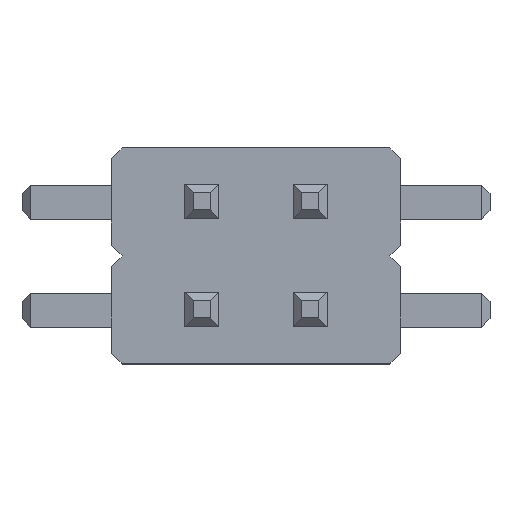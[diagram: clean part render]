
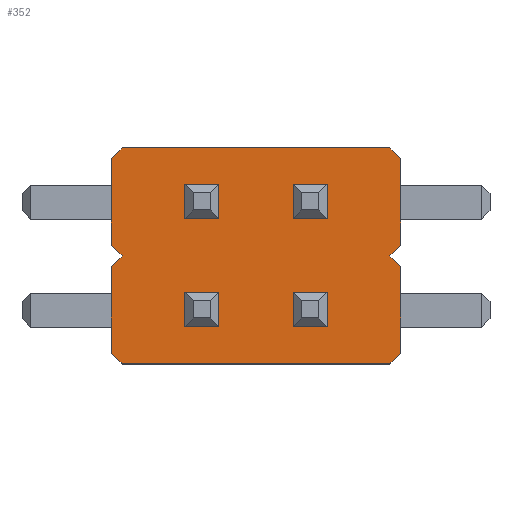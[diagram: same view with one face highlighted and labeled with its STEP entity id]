
A CAD part, top view. The second image highlights one B-rep face of the part: STEP entity #352.
In plain terms, the highlighted planar face has unit normal (0, 0, 1).
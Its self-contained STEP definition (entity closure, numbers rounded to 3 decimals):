
#32 = VERTEX_POINT('',#33);
#33 = CARTESIAN_POINT('',(1.573,0.,1.5));
#39 = EDGE_CURVE('',#32,#40,#42,.T.);
#40 = VERTEX_POINT('',#41);
#41 = CARTESIAN_POINT('',(1.7,0.127,1.5));
#42 = LINE('',#43,#44);
#43 = CARTESIAN_POINT('',(1.37,-0.203,1.5));
#44 = VECTOR('',#45,1.);
#45 = DIRECTION('',(0.707,0.707,0.));
#310 = VERTEX_POINT('',#311);
#311 = CARTESIAN_POINT('',(1.7,-0.127,1.5));
#317 = EDGE_CURVE('',#310,#32,#318,.T.);
#318 = LINE('',#319,#320);
#319 = CARTESIAN_POINT('',(1.37,0.203,1.5));
#320 = VECTOR('',#321,1.);
#321 = DIRECTION('',(-0.707,0.707,0.));
#334 = EDGE_CURVE('',#40,#335,#337,.T.);
#335 = VERTEX_POINT('',#336);
#336 = CARTESIAN_POINT('',(1.7,1.143,1.5));
#337 = LINE('',#338,#339);
#338 = CARTESIAN_POINT('',(1.7,0.,1.5));
#339 = VECTOR('',#340,1.);
#340 = DIRECTION('',(0.,1.,0.));
#352 = ADVANCED_FACE('',(#353,#444,#478,#512,#546),#580,.T.);
#353 = FACE_BOUND('',#354,.T.);
#354 = EDGE_LOOP('',(#355,#365,#373,#381,#389,#397,#405,#413,#419,#420,
#421,#422,#430,#438));
#355 = ORIENTED_EDGE('',*,*,#356,.T.);
#356 = EDGE_CURVE('',#357,#359,#361,.T.);
#357 = VERTEX_POINT('',#358);
#358 = CARTESIAN_POINT('',(-1.7,1.143,1.5));
#359 = VERTEX_POINT('',#360);
#360 = CARTESIAN_POINT('',(-1.7,0.127,1.5));
#361 = LINE('',#362,#363);
#362 = CARTESIAN_POINT('',(-1.7,1.27,1.5));
#363 = VECTOR('',#364,1.);
#364 = DIRECTION('',(0.,-1.,0.));
#365 = ORIENTED_EDGE('',*,*,#366,.T.);
#366 = EDGE_CURVE('',#359,#367,#369,.T.);
#367 = VERTEX_POINT('',#368);
#368 = CARTESIAN_POINT('',(-1.573,0.,1.5));
#369 = LINE('',#370,#371);
#370 = CARTESIAN_POINT('',(-1.37,-0.203,1.5));
#371 = VECTOR('',#372,1.);
#372 = DIRECTION('',(0.707,-0.707,0.));
#373 = ORIENTED_EDGE('',*,*,#374,.F.);
#374 = EDGE_CURVE('',#375,#367,#377,.T.);
#375 = VERTEX_POINT('',#376);
#376 = CARTESIAN_POINT('',(-1.7,-0.127,1.5));
#377 = LINE('',#378,#379);
#378 = CARTESIAN_POINT('',(-1.37,0.203,1.5));
#379 = VECTOR('',#380,1.);
#380 = DIRECTION('',(0.707,0.707,0.));
#381 = ORIENTED_EDGE('',*,*,#382,.T.);
#382 = EDGE_CURVE('',#375,#383,#385,.T.);
#383 = VERTEX_POINT('',#384);
#384 = CARTESIAN_POINT('',(-1.7,-1.143,1.5));
#385 = LINE('',#386,#387);
#386 = CARTESIAN_POINT('',(-1.7,0.,1.5));
#387 = VECTOR('',#388,1.);
#388 = DIRECTION('',(0.,-1.,0.));
#389 = ORIENTED_EDGE('',*,*,#390,.T.);
#390 = EDGE_CURVE('',#383,#391,#393,.T.);
#391 = VERTEX_POINT('',#392);
#392 = CARTESIAN_POINT('',(-1.573,-1.27,1.5));
#393 = LINE('',#394,#395);
#394 = CARTESIAN_POINT('',(-1.37,-1.473,1.5));
#395 = VECTOR('',#396,1.);
#396 = DIRECTION('',(0.707,-0.707,0.));
#397 = ORIENTED_EDGE('',*,*,#398,.T.);
#398 = EDGE_CURVE('',#391,#399,#401,.T.);
#399 = VERTEX_POINT('',#400);
#400 = CARTESIAN_POINT('',(1.573,-1.27,1.5));
#401 = LINE('',#402,#403);
#402 = CARTESIAN_POINT('',(-1.7,-1.27,1.5));
#403 = VECTOR('',#404,1.);
#404 = DIRECTION('',(1.,0.,0.));
#405 = ORIENTED_EDGE('',*,*,#406,.T.);
#406 = EDGE_CURVE('',#399,#407,#409,.T.);
#407 = VERTEX_POINT('',#408);
#408 = CARTESIAN_POINT('',(1.7,-1.143,1.5));
#409 = LINE('',#410,#411);
#410 = CARTESIAN_POINT('',(1.37,-1.473,1.5));
#411 = VECTOR('',#412,1.);
#412 = DIRECTION('',(0.707,0.707,0.));
#413 = ORIENTED_EDGE('',*,*,#414,.T.);
#414 = EDGE_CURVE('',#407,#310,#415,.T.);
#415 = LINE('',#416,#417);
#416 = CARTESIAN_POINT('',(1.7,-1.27,1.5));
#417 = VECTOR('',#418,1.);
#418 = DIRECTION('',(0.,1.,0.));
#419 = ORIENTED_EDGE('',*,*,#317,.T.);
#420 = ORIENTED_EDGE('',*,*,#39,.T.);
#421 = ORIENTED_EDGE('',*,*,#334,.T.);
#422 = ORIENTED_EDGE('',*,*,#423,.T.);
#423 = EDGE_CURVE('',#335,#424,#426,.T.);
#424 = VERTEX_POINT('',#425);
#425 = CARTESIAN_POINT('',(1.573,1.27,1.5));
#426 = LINE('',#427,#428);
#427 = CARTESIAN_POINT('',(1.37,1.473,1.5));
#428 = VECTOR('',#429,1.);
#429 = DIRECTION('',(-0.707,0.707,0.));
#430 = ORIENTED_EDGE('',*,*,#431,.T.);
#431 = EDGE_CURVE('',#424,#432,#434,.T.);
#432 = VERTEX_POINT('',#433);
#433 = CARTESIAN_POINT('',(-1.573,1.27,1.5));
#434 = LINE('',#435,#436);
#435 = CARTESIAN_POINT('',(1.7,1.27,1.5));
#436 = VECTOR('',#437,1.);
#437 = DIRECTION('',(-1.,0.,0.));
#438 = ORIENTED_EDGE('',*,*,#439,.F.);
#439 = EDGE_CURVE('',#357,#432,#440,.T.);
#440 = LINE('',#441,#442);
#441 = CARTESIAN_POINT('',(-1.37,1.473,1.5));
#442 = VECTOR('',#443,1.);
#443 = DIRECTION('',(0.707,0.707,0.));
#444 = FACE_BOUND('',#445,.T.);
#445 = EDGE_LOOP('',(#446,#456,#464,#472));
#446 = ORIENTED_EDGE('',*,*,#447,.F.);
#447 = EDGE_CURVE('',#448,#450,#452,.T.);
#448 = VERTEX_POINT('',#449);
#449 = CARTESIAN_POINT('',(-0.435,0.435,1.5));
#450 = VERTEX_POINT('',#451);
#451 = CARTESIAN_POINT('',(-0.435,0.835,1.5));
#452 = LINE('',#453,#454);
#453 = CARTESIAN_POINT('',(-0.435,0.418,1.5));
#454 = VECTOR('',#455,1.);
#455 = DIRECTION('',(0.,1.,0.));
#456 = ORIENTED_EDGE('',*,*,#457,.T.);
#457 = EDGE_CURVE('',#448,#458,#460,.T.);
#458 = VERTEX_POINT('',#459);
#459 = CARTESIAN_POINT('',(-0.835,0.435,1.5));
#460 = LINE('',#461,#462);
#461 = CARTESIAN_POINT('',(-0.515,0.435,1.5));
#462 = VECTOR('',#463,1.);
#463 = DIRECTION('',(-1.,0.,0.));
#464 = ORIENTED_EDGE('',*,*,#465,.F.);
#465 = EDGE_CURVE('',#466,#458,#468,.T.);
#466 = VERTEX_POINT('',#467);
#467 = CARTESIAN_POINT('',(-0.835,0.835,1.5));
#468 = LINE('',#469,#470);
#469 = CARTESIAN_POINT('',(-0.835,0.418,1.5));
#470 = VECTOR('',#471,1.);
#471 = DIRECTION('',(0.,-1.,0.));
#472 = ORIENTED_EDGE('',*,*,#473,.F.);
#473 = EDGE_CURVE('',#450,#466,#474,.T.);
#474 = LINE('',#475,#476);
#475 = CARTESIAN_POINT('',(-0.515,0.835,1.5));
#476 = VECTOR('',#477,1.);
#477 = DIRECTION('',(-1.,0.,0.));
#478 = FACE_BOUND('',#479,.T.);
#479 = EDGE_LOOP('',(#480,#490,#498,#506));
#480 = ORIENTED_EDGE('',*,*,#481,.F.);
#481 = EDGE_CURVE('',#482,#484,#486,.T.);
#482 = VERTEX_POINT('',#483);
#483 = CARTESIAN_POINT('',(0.835,0.435,1.5));
#484 = VERTEX_POINT('',#485);
#485 = CARTESIAN_POINT('',(0.835,0.835,1.5));
#486 = LINE('',#487,#488);
#487 = CARTESIAN_POINT('',(0.835,0.218,1.5));
#488 = VECTOR('',#489,1.);
#489 = DIRECTION('',(0.,1.,0.));
#490 = ORIENTED_EDGE('',*,*,#491,.F.);
#491 = EDGE_CURVE('',#492,#482,#494,.T.);
#492 = VERTEX_POINT('',#493);
#493 = CARTESIAN_POINT('',(0.435,0.435,1.5));
#494 = LINE('',#495,#496);
#495 = CARTESIAN_POINT('',(0.515,0.435,1.5));
#496 = VECTOR('',#497,1.);
#497 = DIRECTION('',(1.,0.,0.));
#498 = ORIENTED_EDGE('',*,*,#499,.F.);
#499 = EDGE_CURVE('',#500,#492,#502,.T.);
#500 = VERTEX_POINT('',#501);
#501 = CARTESIAN_POINT('',(0.435,0.835,1.5));
#502 = LINE('',#503,#504);
#503 = CARTESIAN_POINT('',(0.435,0.218,1.5));
#504 = VECTOR('',#505,1.);
#505 = DIRECTION('',(0.,-1.,0.));
#506 = ORIENTED_EDGE('',*,*,#507,.T.);
#507 = EDGE_CURVE('',#500,#484,#508,.T.);
#508 = LINE('',#509,#510);
#509 = CARTESIAN_POINT('',(0.515,0.835,1.5));
#510 = VECTOR('',#511,1.);
#511 = DIRECTION('',(1.,0.,0.));
#512 = FACE_BOUND('',#513,.T.);
#513 = EDGE_LOOP('',(#514,#524,#532,#540));
#514 = ORIENTED_EDGE('',*,*,#515,.F.);
#515 = EDGE_CURVE('',#516,#518,#520,.T.);
#516 = VERTEX_POINT('',#517);
#517 = CARTESIAN_POINT('',(0.435,-0.435,1.5));
#518 = VERTEX_POINT('',#519);
#519 = CARTESIAN_POINT('',(0.435,-0.835,1.5));
#520 = LINE('',#521,#522);
#521 = CARTESIAN_POINT('',(0.435,-0.418,1.5));
#522 = VECTOR('',#523,1.);
#523 = DIRECTION('',(0.,-1.,0.));
#524 = ORIENTED_EDGE('',*,*,#525,.T.);
#525 = EDGE_CURVE('',#516,#526,#528,.T.);
#526 = VERTEX_POINT('',#527);
#527 = CARTESIAN_POINT('',(0.835,-0.435,1.5));
#528 = LINE('',#529,#530);
#529 = CARTESIAN_POINT('',(0.515,-0.435,1.5));
#530 = VECTOR('',#531,1.);
#531 = DIRECTION('',(1.,0.,0.));
#532 = ORIENTED_EDGE('',*,*,#533,.F.);
#533 = EDGE_CURVE('',#534,#526,#536,.T.);
#534 = VERTEX_POINT('',#535);
#535 = CARTESIAN_POINT('',(0.835,-0.835,1.5));
#536 = LINE('',#537,#538);
#537 = CARTESIAN_POINT('',(0.835,-0.418,1.5));
#538 = VECTOR('',#539,1.);
#539 = DIRECTION('',(0.,1.,0.));
#540 = ORIENTED_EDGE('',*,*,#541,.F.);
#541 = EDGE_CURVE('',#518,#534,#542,.T.);
#542 = LINE('',#543,#544);
#543 = CARTESIAN_POINT('',(0.515,-0.835,1.5));
#544 = VECTOR('',#545,1.);
#545 = DIRECTION('',(1.,0.,0.));
#546 = FACE_BOUND('',#547,.T.);
#547 = EDGE_LOOP('',(#548,#558,#566,#574));
#548 = ORIENTED_EDGE('',*,*,#549,.F.);
#549 = EDGE_CURVE('',#550,#552,#554,.T.);
#550 = VERTEX_POINT('',#551);
#551 = CARTESIAN_POINT('',(-0.435,-0.835,1.5));
#552 = VERTEX_POINT('',#553);
#553 = CARTESIAN_POINT('',(-0.435,-0.435,1.5));
#554 = LINE('',#555,#556);
#555 = CARTESIAN_POINT('',(-0.435,-0.218,1.5));
#556 = VECTOR('',#557,1.);
#557 = DIRECTION('',(0.,1.,0.));
#558 = ORIENTED_EDGE('',*,*,#559,.T.);
#559 = EDGE_CURVE('',#550,#560,#562,.T.);
#560 = VERTEX_POINT('',#561);
#561 = CARTESIAN_POINT('',(-0.835,-0.835,1.5));
#562 = LINE('',#563,#564);
#563 = CARTESIAN_POINT('',(-0.515,-0.835,1.5));
#564 = VECTOR('',#565,1.);
#565 = DIRECTION('',(-1.,0.,0.));
#566 = ORIENTED_EDGE('',*,*,#567,.F.);
#567 = EDGE_CURVE('',#568,#560,#570,.T.);
#568 = VERTEX_POINT('',#569);
#569 = CARTESIAN_POINT('',(-0.835,-0.435,1.5));
#570 = LINE('',#571,#572);
#571 = CARTESIAN_POINT('',(-0.835,-0.218,1.5));
#572 = VECTOR('',#573,1.);
#573 = DIRECTION('',(0.,-1.,0.));
#574 = ORIENTED_EDGE('',*,*,#575,.F.);
#575 = EDGE_CURVE('',#552,#568,#576,.T.);
#576 = LINE('',#577,#578);
#577 = CARTESIAN_POINT('',(-0.515,-0.435,1.5));
#578 = VECTOR('',#579,1.);
#579 = DIRECTION('',(-1.,0.,0.));
#580 = PLANE('',#581);
#581 = AXIS2_PLACEMENT_3D('',#582,#583,#584);
#582 = CARTESIAN_POINT('',(0.,0.,1.5));
#583 = DIRECTION('',(0.,0.,1.));
#584 = DIRECTION('',(0.,-1.,0.));
